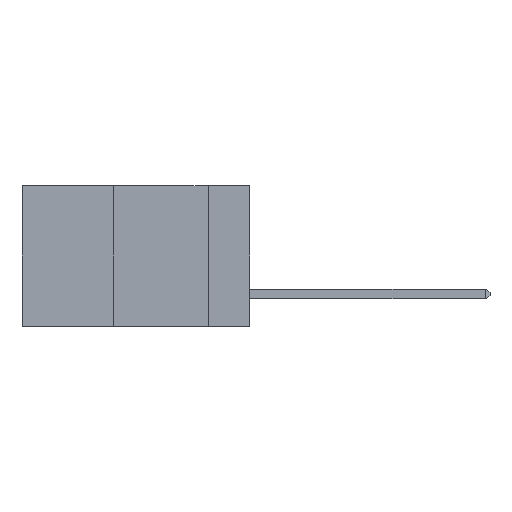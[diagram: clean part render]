
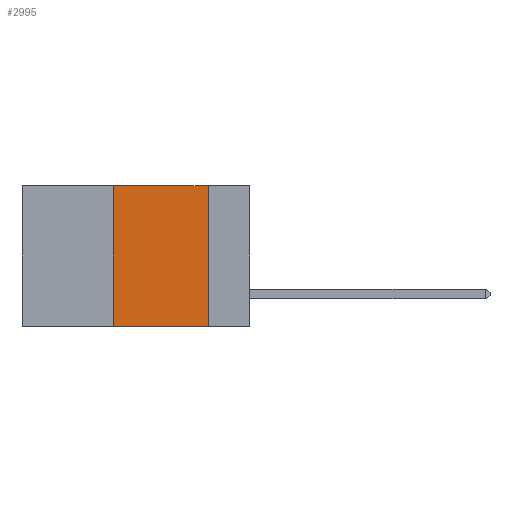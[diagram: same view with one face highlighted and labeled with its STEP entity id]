
A CAD part, left-side view. The second image highlights one B-rep face of the part: STEP entity #2995.
In plain terms, the highlighted planar face has unit normal (-1, 0, 0).
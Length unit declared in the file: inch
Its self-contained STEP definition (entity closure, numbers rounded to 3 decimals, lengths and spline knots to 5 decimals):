
#87 = FACE_OUTER_BOUND ( 'NONE', #5520, .T. ) ;
#826 = ORIENTED_EDGE ( 'NONE', *, *, #2589, .F. ) ;
#887 = ORIENTED_EDGE ( 'NONE', *, *, #5494, .F. ) ;
#908 = ORIENTED_EDGE ( 'NONE', *, *, #2260, .F. ) ;
#976 = ORIENTED_EDGE ( 'NONE', *, *, #2179, .T. ) ;
#1469 = VERTEX_POINT ( 'NONE', #7459 ) ;
#1579 = DIRECTION ( 'NONE',  ( 0., 0., -1. ) ) ;
#1988 = CARTESIAN_POINT ( 'NONE',  ( 0., 0.11, 0. ) ) ;
#2179 = EDGE_CURVE ( 'NONE', #1469, #6604, #7367, .T. ) ;
#2260 = EDGE_CURVE ( 'NONE', #1469, #3833, #2670, .T. ) ;
#2522 = VERTEX_POINT ( 'NONE', #6860 ) ;
#2589 = EDGE_CURVE ( 'NONE', #2522, #6604, #7357, .T. ) ;
#2670 = LINE ( 'NONE', #4323, #6489 ) ;
#2995 = ADVANCED_FACE ( 'NONE', ( #87 ), #4101, .F. ) ;
#3371 = DIRECTION ( 'NONE',  ( 0., -1., 0. ) ) ;
#3820 = AXIS2_PLACEMENT_3D ( 'NONE', #4043, #4027, #4017 ) ;
#3833 = VERTEX_POINT ( 'NONE', #4479 ) ;
#4017 = DIRECTION ( 'NONE',  ( 0., 0., -1. ) ) ;
#4027 = DIRECTION ( 'NONE',  ( 1., 0., 0. ) ) ;
#4043 = CARTESIAN_POINT ( 'NONE',  ( 0., 0.6, 0. ) ) ;
#4101 = PLANE ( 'NONE',  #3820 ) ;
#4297 = DIRECTION ( 'NONE',  ( 0., 0., 1. ) ) ;
#4323 = CARTESIAN_POINT ( 'NONE',  ( 0., 0.36, 0. ) ) ;
#4479 = CARTESIAN_POINT ( 'NONE',  ( 0., 0.36, 0. ) ) ;
#4835 = CARTESIAN_POINT ( 'NONE',  ( 0., 0.6, 0. ) ) ;
#5273 = VECTOR ( 'NONE', #5924, 39.37008 ) ;
#5494 = EDGE_CURVE ( 'NONE', #3833, #2522, #6108, .T. ) ;
#5495 = VECTOR ( 'NONE', #1579, 39.37008 ) ;
#5520 = EDGE_LOOP ( 'NONE', ( #826, #887, #908, #976 ) ) ;
#5924 = DIRECTION ( 'NONE',  ( 0., -1., 0. ) ) ;
#5934 = CARTESIAN_POINT ( 'NONE',  ( 0., 0.6, -0.37 ) ) ;
#6108 = LINE ( 'NONE', #4835, #7740 ) ;
#6489 = VECTOR ( 'NONE', #4297, 39.37008 ) ;
#6604 = VERTEX_POINT ( 'NONE', #6996 ) ;
#6860 = CARTESIAN_POINT ( 'NONE',  ( 0., 0.11, 0. ) ) ;
#6996 = CARTESIAN_POINT ( 'NONE',  ( 0., 0.11, -0.37 ) ) ;
#7357 = LINE ( 'NONE', #1988, #5495 ) ;
#7367 = LINE ( 'NONE', #5934, #5273 ) ;
#7459 = CARTESIAN_POINT ( 'NONE',  ( 0., 0.36, -0.37 ) ) ;
#7740 = VECTOR ( 'NONE', #3371, 39.37008 ) ;
